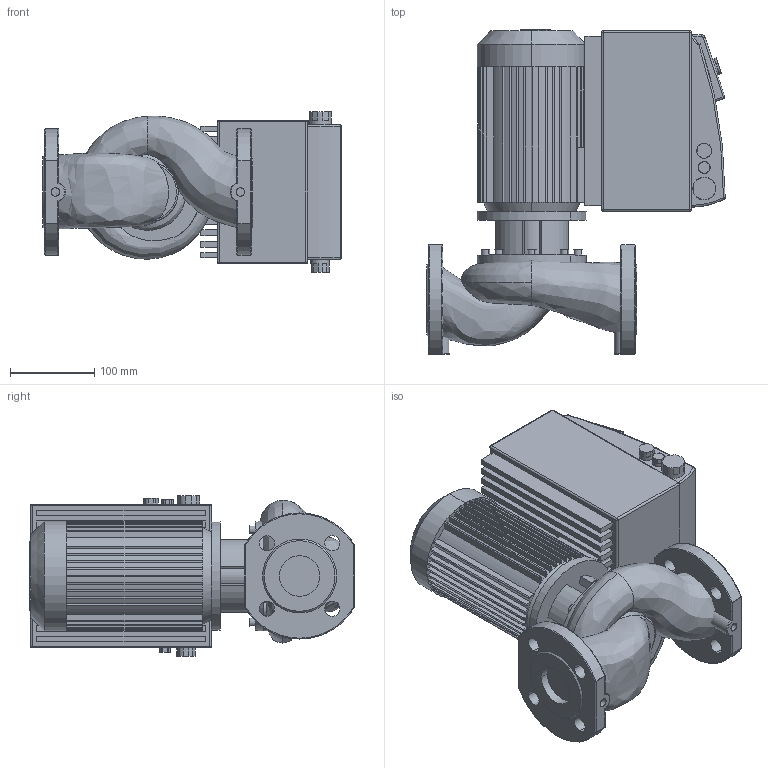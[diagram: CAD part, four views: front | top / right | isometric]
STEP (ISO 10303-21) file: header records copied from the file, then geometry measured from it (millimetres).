
FILE_DESCRIPTION((''),'2;1');
FILE_NAME('3d_IP-E40_115-0_55_2-R1-2158878.stp','2016-07-18T09:17:18',(''),(''),'Mechanical Desktop 2009','Mechanical Desktop 2009',', , ');
FILE_SCHEMA(('CONFIG_CONTROL_DESIGN'));
Length unit declared in the file: millimetre
Products named in the file (1): Product
Bounding box: 355 x 386.03 x 191 mm (x, y, z)
Volume: 10880414 mm3; surface area: 767718.6 mm2
Topology: 12 solids, 12 shells, 787 faces, 1997 edges, 1260 vertices
Faces by surface type: plane 437, cylinder 175, bspline 131, sphere 26, torus 12, cone 6
Entity records: 30371 total; most frequent: CARTESIAN_POINT 11459, ORIENTED_EDGE 3958, DIRECTION 3840, EDGE_CURVE 1979, AXIS2_PLACEMENT_3D 1295, VERTEX_POINT 1260, VECTOR 1250, LINE 1250
